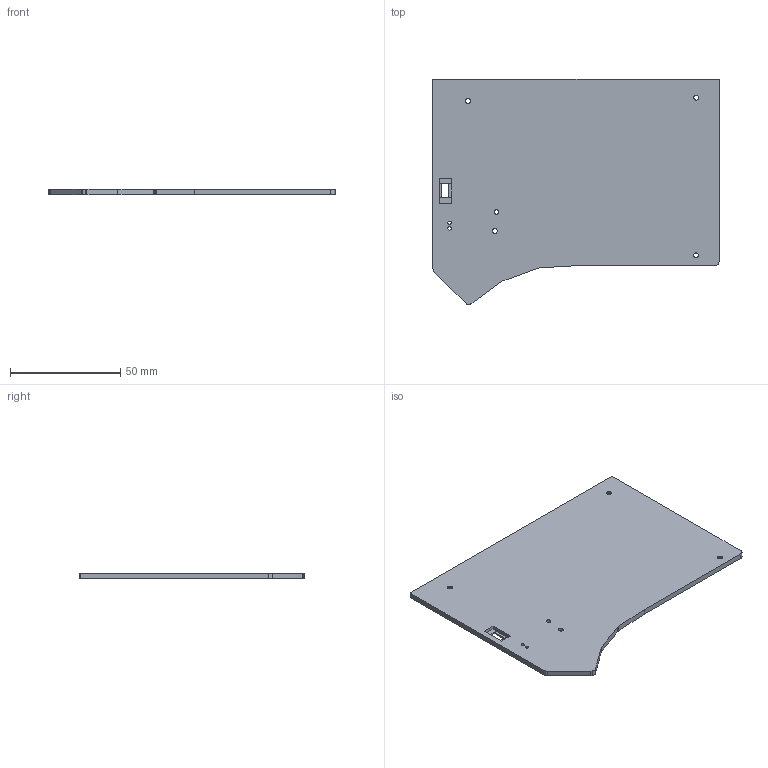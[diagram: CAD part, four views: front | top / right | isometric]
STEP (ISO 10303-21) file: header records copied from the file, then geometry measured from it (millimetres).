
FILE_DESCRIPTION(/* description */ ('HOOPS Exchange Step','CAx-IF Rec.Pracs.---Representation and Presentation of Product Manufacturing Information (PMI)---4.0---2014-10-13'),/* implementation_level */ '2;1');
FILE_NAME(/* name */ 'defiant_Bottom Plate v4.step',/* time_stamp */ '2025-01-25T17:47:48+01:00',/* author */ (''),/* organization */ (''),/* preprocessor_version */ 'ST-DEVELOPER v20',/* originating_system */ 'Autodesk Translation Framework v13.20.0.188',/* authorisation */ '');
FILE_SCHEMA (('AP242_MANAGED_MODEL_BASED_3D_ENGINEERING_MIM_LF { 1 0 10303 442 1 1 4 }'));
Length unit declared in the file: millimetre
Products named in the file (1): Bottom Plate
Bounding box: 129.55 x 102.03 x 2.5 mm (x, y, z)
Volume: 27379.4 mm3; surface area: 24122.4 mm2
Topology: 1 solids, 1 shells, 73 faces, 183 edges, 122 vertices
Faces by surface type: plane 48, cylinder 25
Full cylindrical faces by diameter (mm): 1.524 x2, 2 x2, 2.2 x4, 4.2 x4, 16.1 x4
Entity records: 2259 total; most frequent: DIRECTION 381, CARTESIAN_POINT 379, ORIENTED_EDGE 366, EDGE_CURVE 183, LINE 133, VECTOR 133, AXIS2_PLACEMENT_3D 124, VERTEX_POINT 122
